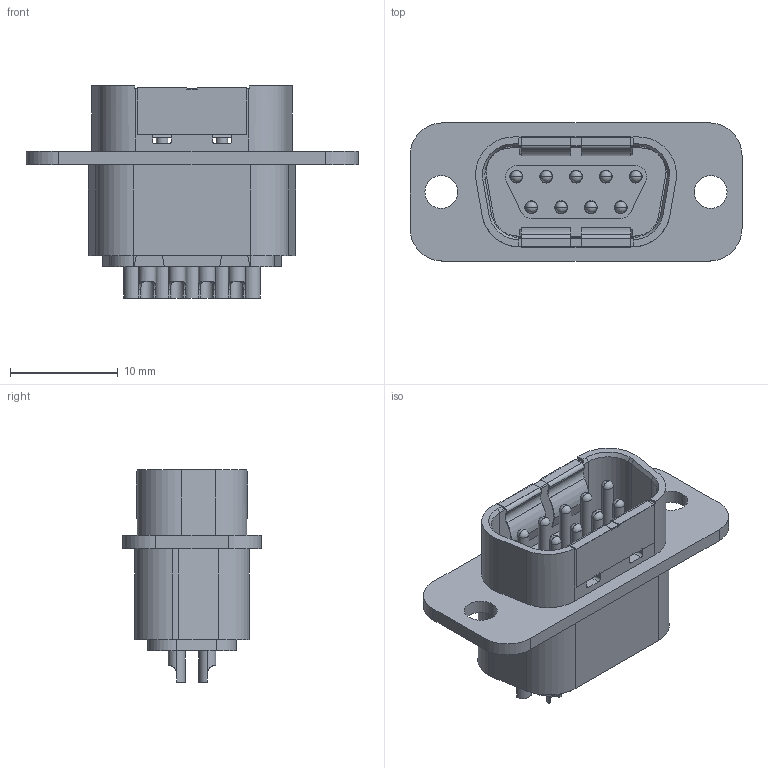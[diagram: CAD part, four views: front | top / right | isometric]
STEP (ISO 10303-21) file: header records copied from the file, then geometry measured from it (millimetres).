
FILE_DESCRIPTION (( 'STEP AP214' ), '1' );
FILE_NAME ('56F701-015(1).STEP', '2016-10-18T19:49:59', ( '' ), ( '' ), 'SwSTEP 2.0', 'SolidWorks 2014', '' );
FILE_SCHEMA (( 'AUTOMOTIVE_DESIGN' ));
Length unit declared in the file: inch
Products named in the file (6): 26-0024-0502(1); 22-0405-00(30); 22-0375-2501(1); 22-0375-1301(1); 22-0365-0100(18); 56F701-015(1)
Assembly tree (14 placements, depth 2):
  56F701-015(1)
    22-0365-0100(18)
    22-0375-1301(1)
    22-0375-2501(1)
    22-0405-00(30)  x9
    26-0024-0502(1)  x2
Bounding box: 30.81 x 12.83 x 19.68 mm (x, y, z)
Volume: 1657.7 mm3; surface area: 4476.1 mm2
Topology: 14 solids, 14 shells, 762 faces, 1927 edges, 1145 vertices
Faces by surface type: cylinder 295, plane 267, torus 108, cone 92
Entity records: 13054 total; most frequent: CARTESIAN_POINT 2336, DIRECTION 2252, ORIENTED_EDGE 2134, EDGE_CURVE 1067, AXIS2_PLACEMENT_3D 777, LINE 698, VECTOR 698, VERTEX_POINT 673
